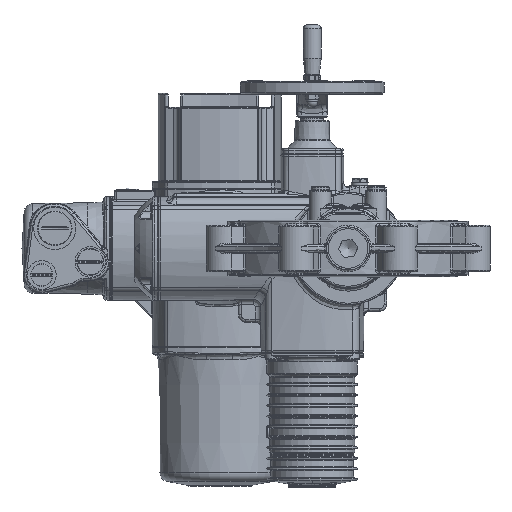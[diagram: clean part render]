
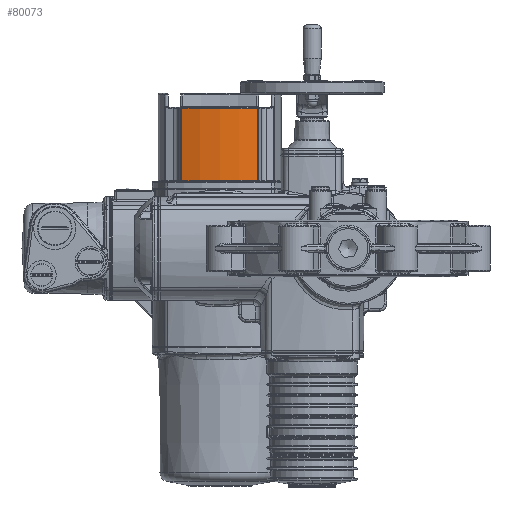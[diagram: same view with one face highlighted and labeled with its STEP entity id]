
A CAD part, front view. The second image highlights one B-rep face of the part: STEP entity #80073.
In plain terms, the highlighted cylindrical face has radius 123.5 mm (diameter 247 mm), a partial arc.
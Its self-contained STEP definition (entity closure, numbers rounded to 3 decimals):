
#6221=LINE('',#464685,#10278);
#6231=LINE('',#464782,#10288);
#10278=VECTOR('',#102194,80.8);
#10288=VECTOR('',#102322,80.8);
#14945=CYLINDRICAL_SURFACE('',#86557,123.5);
#20756=FACE_OUTER_BOUND('',#25968,.T.);
#25968=EDGE_LOOP('',(#66474,#66475,#66476,#66477));
#29870=CIRCLE('',#86503,123.5);
#29902=CIRCLE('',#86558,123.5);
#36013=VERTEX_POINT('',#461222);
#36053=VERTEX_POINT('',#464684);
#36054=VERTEX_POINT('',#464688);
#36072=VERTEX_POINT('',#464780);
#46392=EDGE_CURVE('',#36053,#36013,#6221,.T.);
#46395=EDGE_CURVE('',#36013,#36054,#29870,.T.);
#46436=EDGE_CURVE('',#36072,#36053,#29902,.T.);
#46437=EDGE_CURVE('',#36054,#36072,#6231,.T.);
#66474=ORIENTED_EDGE('',*,*,#46436,.T.);
#66475=ORIENTED_EDGE('',*,*,#46392,.T.);
#66476=ORIENTED_EDGE('',*,*,#46395,.T.);
#66477=ORIENTED_EDGE('',*,*,#46437,.T.);
#80073=ADVANCED_FACE('',(#20756),#14945,.T.);
#86503=AXIS2_PLACEMENT_3D('',#464690,#102201,#102202);
#86557=AXIS2_PLACEMENT_3D('',#464779,#102318,#102319);
#86558=AXIS2_PLACEMENT_3D('',#464781,#102320,#102321);
#102194=DIRECTION('',(0.,0.,-1.));
#102201=DIRECTION('center_axis',(0.,0.,
1.));
#102202=DIRECTION('ref_axis',(0.,-1.,0.));
#102318=DIRECTION('center_axis',(0.,0.,
-1.));
#102319=DIRECTION('ref_axis',(0.,-1.,0.));
#102320=DIRECTION('center_axis',(0.,0.,
-1.));
#102321=DIRECTION('ref_axis',(0.,1.,0.));
#102322=DIRECTION('',(0.,0.,1.));
#461222=CARTESIAN_POINT('',(-185.179,525.926,75.5));
#464684=CARTESIAN_POINT('',(-185.179,525.926,156.3));
#464685=CARTESIAN_POINT('',(-185.179,525.926,156.3));
#464688=CARTESIAN_POINT('',(-100.821,525.926,75.5));
#464690=CARTESIAN_POINT('Origin',(-143.,642.,75.5));
#464779=CARTESIAN_POINT('Origin',(-143.,642.,172.8));
#464780=CARTESIAN_POINT('',(-100.821,525.926,156.3));
#464781=CARTESIAN_POINT('Origin',(-143.,642.,156.3));
#464782=CARTESIAN_POINT('',(-100.821,525.926,75.5));
